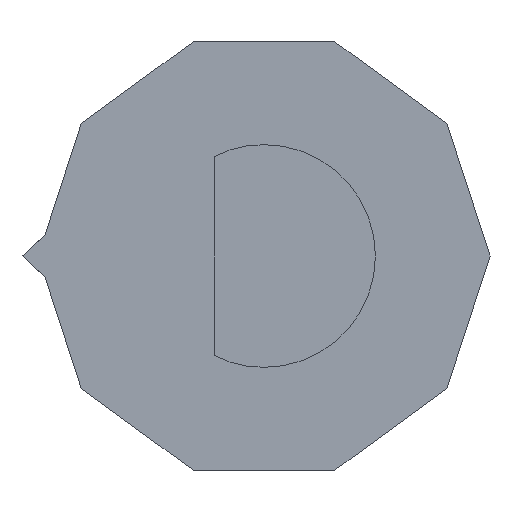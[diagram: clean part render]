
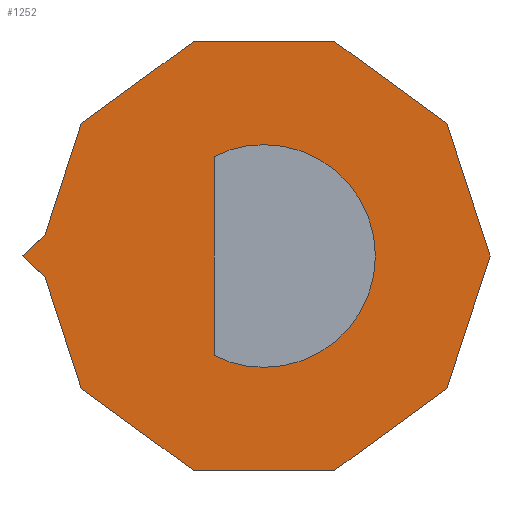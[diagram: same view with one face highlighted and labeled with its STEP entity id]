
A CAD part, front view. The second image highlights one B-rep face of the part: STEP entity #1252.
In plain terms, the highlighted planar face has unit normal (0, -1, 0).
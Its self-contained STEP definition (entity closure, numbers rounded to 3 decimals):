
#4 = CARTESIAN_POINT ( 'NONE',  ( -7., 0., 0. ) ) ;
#14 = CARTESIAN_POINT ( 'NONE',  ( -5.663, 0., 4.114 ) ) ;
#16 = DIRECTION ( 'NONE',  ( 1., 0., 0. ) ) ;
#20 = DIRECTION ( 'NONE',  ( 0.309, 0., -0.951 ) ) ;
#27 = CARTESIAN_POINT ( 'NONE',  ( 5.663, 0., 4.114 ) ) ;
#39 = ORIENTED_EDGE ( 'NONE', *, *, #118, .F. ) ;
#50 = CARTESIAN_POINT ( 'NONE',  ( 0., 0., -3.45 ) ) ;
#59 = LINE ( 'NONE', #468, #1070 ) ;
#60 = EDGE_CURVE ( 'NONE', #489, #280, #727, .T. ) ;
#73 = EDGE_CURVE ( 'NONE', #493, #340, #1202, .T. ) ;
#87 = VECTOR ( 'NONE', #431, 1000. ) ;
#88 = DIRECTION ( 'NONE',  ( 0.809, 0., -0.588 ) ) ;
#94 = DIRECTION ( 'NONE',  ( 0., -1., 0. ) ) ;
#96 = DIRECTION ( 'NONE',  ( -0.743, 0., 0.669 ) ) ;
#98 = EDGE_CURVE ( 'NONE', #883, #493, #316, .T. ) ;
#105 = EDGE_LOOP ( 'NONE', ( #356, #1277, #39, #268 ) ) ;
#111 = CIRCLE ( 'NONE', #260, 3.45 ) ;
#114 = LINE ( 'NONE', #303, #716 ) ;
#117 = DIRECTION ( 'NONE',  ( 0., 0., -1. ) ) ;
#118 = EDGE_CURVE ( 'NONE', #699, #935, #977, .T. ) ;
#143 = VERTEX_POINT ( 'NONE', #719 ) ;
#144 = VECTOR ( 'NONE', #96, 1000. ) ;
#160 = DIRECTION ( 'NONE',  ( 0., 1., 0. ) ) ;
#182 = CARTESIAN_POINT ( 'NONE',  ( -1.55, 0., -3.082 ) ) ;
#202 = CARTESIAN_POINT ( 'NONE',  ( 0., 0., 0. ) ) ;
#203 = VECTOR ( 'NONE', #88, 1000. ) ;
#205 = LINE ( 'NONE', #4, #429 ) ;
#206 = VECTOR ( 'NONE', #335, 1000. ) ;
#211 = DIRECTION ( 'NONE',  ( 0.309, 0., 0.951 ) ) ;
#224 = AXIS2_PLACEMENT_3D ( 'NONE', #1011, #94, #117 ) ;
#235 = CARTESIAN_POINT ( 'NONE',  ( -2.163, 0., -6.657 ) ) ;
#236 = CARTESIAN_POINT ( 'NONE',  ( 5.663, 0., 4.114 ) ) ;
#239 = ORIENTED_EDGE ( 'NONE', *, *, #98, .F. ) ;
#244 = CARTESIAN_POINT ( 'NONE',  ( 7., 0., 0. ) ) ;
#260 = AXIS2_PLACEMENT_3D ( 'NONE', #547, #641, #932 ) ;
#268 = ORIENTED_EDGE ( 'NONE', *, *, #337, .F. ) ;
#275 = CARTESIAN_POINT ( 'NONE',  ( 0., 0., 3.45 ) ) ;
#276 = CIRCLE ( 'NONE', #470, 3.45 ) ;
#277 = ORIENTED_EDGE ( 'NONE', *, *, #875, .F. ) ;
#280 = VERTEX_POINT ( 'NONE', #235 ) ;
#293 = VERTEX_POINT ( 'NONE', #1148 ) ;
#297 = LINE ( 'NONE', #1008, #1079 ) ;
#303 = CARTESIAN_POINT ( 'NONE',  ( 7., 0., 0. ) ) ;
#316 = LINE ( 'NONE', #1112, #379 ) ;
#335 = DIRECTION ( 'NONE',  ( -0.809, 0., -0.588 ) ) ;
#337 = EDGE_CURVE ( 'NONE', #445, #699, #111, .T. ) ;
#340 = VERTEX_POINT ( 'NONE', #27 ) ;
#347 = LINE ( 'NONE', #1140, #87 ) ;
#352 = VERTEX_POINT ( 'NONE', #1245 ) ;
#356 = ORIENTED_EDGE ( 'NONE', *, *, #1310, .F. ) ;
#361 = EDGE_CURVE ( 'NONE', #935, #1290, #347, .T. ) ;
#379 = VECTOR ( 'NONE', #16, 1000. ) ;
#380 = VECTOR ( 'NONE', #20, 1000. ) ;
#392 = ORIENTED_EDGE ( 'NONE', *, *, #762, .F. ) ;
#398 = EDGE_CURVE ( 'NONE', #1097, #883, #59, .T. ) ;
#419 = VECTOR ( 'NONE', #1305, 1000. ) ;
#429 = VECTOR ( 'NONE', #211, 1000. ) ;
#431 = DIRECTION ( 'NONE',  ( 0., 0., -1. ) ) ;
#432 = LINE ( 'NONE', #1236, #206 ) ;
#437 = VERTEX_POINT ( 'NONE', #881 ) ;
#439 = CARTESIAN_POINT ( 'NONE',  ( -1.55, 0., 3.082 ) ) ;
#444 = EDGE_LOOP ( 'NONE', ( #392, #859, #735, #277, #1250, #621, #1315, #1184, #1139, #891, #239, #723 ) ) ;
#445 = VERTEX_POINT ( 'NONE', #50 ) ;
#468 = CARTESIAN_POINT ( 'NONE',  ( -5.663, 0., 4.114 ) ) ;
#470 = AXIS2_PLACEMENT_3D ( 'NONE', #202, #1203, #1301 ) ;
#478 = FACE_OUTER_BOUND ( 'NONE', #444, .T. ) ;
#489 = VERTEX_POINT ( 'NONE', #1194 ) ;
#493 = VERTEX_POINT ( 'NONE', #897 ) ;
#497 = CARTESIAN_POINT ( 'NONE',  ( 2.163, 0., 6.657 ) ) ;
#513 = DIRECTION ( 'NONE',  ( -0.309, 0., -0.951 ) ) ;
#520 = CARTESIAN_POINT ( 'NONE',  ( -5.663, 0., -4.114 ) ) ;
#547 = CARTESIAN_POINT ( 'NONE',  ( 0., 0., 0. ) ) ;
#605 = EDGE_CURVE ( 'NONE', #280, #771, #790, .T. ) ;
#621 = ORIENTED_EDGE ( 'NONE', *, *, #60, .F. ) ;
#641 = DIRECTION ( 'NONE',  ( 0., -1., 0. ) ) ;
#642 = LINE ( 'NONE', #236, #380 ) ;
#699 = VERTEX_POINT ( 'NONE', #275 ) ;
#704 = AXIS2_PLACEMENT_3D ( 'NONE', #1268, #160, #1287 ) ;
#713 = CARTESIAN_POINT ( 'NONE',  ( -7.5, 0., 0. ) ) ;
#716 = VECTOR ( 'NONE', #513, 1000. ) ;
#719 = CARTESIAN_POINT ( 'NONE',  ( 5.663, 0., -4.114 ) ) ;
#723 = ORIENTED_EDGE ( 'NONE', *, *, #398, .F. ) ;
#727 = LINE ( 'NONE', #998, #419 ) ;
#735 = ORIENTED_EDGE ( 'NONE', *, *, #843, .F. ) ;
#762 = EDGE_CURVE ( 'NONE', #437, #1097, #205, .T. ) ;
#771 = VERTEX_POINT ( 'NONE', #520 ) ;
#790 = LINE ( 'NONE', #1093, #1267 ) ;
#792 = CARTESIAN_POINT ( 'NONE',  ( -5.38, 0., 1.909 ) ) ;
#810 = DIRECTION ( 'NONE',  ( -0.309, 0., 0.951 ) ) ;
#828 = EDGE_CURVE ( 'NONE', #989, #143, #114, .T. ) ;
#843 = EDGE_CURVE ( 'NONE', #293, #352, #914, .T. ) ;
#859 = ORIENTED_EDGE ( 'NONE', *, *, #1200, .F. ) ;
#875 = EDGE_CURVE ( 'NONE', #771, #293, #297, .T. ) ;
#881 = CARTESIAN_POINT ( 'NONE',  ( -6.793, 0., 0.636 ) ) ;
#883 = VERTEX_POINT ( 'NONE', #1307 ) ;
#886 = EDGE_CURVE ( 'NONE', #340, #989, #642, .T. ) ;
#891 = ORIENTED_EDGE ( 'NONE', *, *, #73, .F. ) ;
#897 = CARTESIAN_POINT ( 'NONE',  ( 2.163, 0., 6.657 ) ) ;
#914 = LINE ( 'NONE', #713, #144 ) ;
#932 = DIRECTION ( 'NONE',  ( 0., 0., -1. ) ) ;
#935 = VERTEX_POINT ( 'NONE', #439 ) ;
#937 = EDGE_CURVE ( 'NONE', #143, #489, #432, .T. ) ;
#973 = LINE ( 'NONE', #792, #1210 ) ;
#977 = CIRCLE ( 'NONE', #224, 3.45 ) ;
#987 = FACE_BOUND ( 'NONE', #105, .T. ) ;
#989 = VERTEX_POINT ( 'NONE', #244 ) ;
#998 = CARTESIAN_POINT ( 'NONE',  ( 2.163, 0., -6.657 ) ) ;
#1008 = CARTESIAN_POINT ( 'NONE',  ( -5.663, 0., -4.114 ) ) ;
#1011 = CARTESIAN_POINT ( 'NONE',  ( 0., 0., 0. ) ) ;
#1070 = VECTOR ( 'NONE', #1077, 1000. ) ;
#1077 = DIRECTION ( 'NONE',  ( 0.809, 0., 0.588 ) ) ;
#1079 = VECTOR ( 'NONE', #810, 1000. ) ;
#1093 = CARTESIAN_POINT ( 'NONE',  ( -2.163, 0., -6.657 ) ) ;
#1097 = VERTEX_POINT ( 'NONE', #14 ) ;
#1112 = CARTESIAN_POINT ( 'NONE',  ( -2.163, 0., 6.657 ) ) ;
#1139 = ORIENTED_EDGE ( 'NONE', *, *, #886, .F. ) ;
#1140 = CARTESIAN_POINT ( 'NONE',  ( -1.55, 0., 0. ) ) ;
#1148 = CARTESIAN_POINT ( 'NONE',  ( -6.793, 0., -0.636 ) ) ;
#1178 = DIRECTION ( 'NONE',  ( -0.809, 0., 0.588 ) ) ;
#1181 = PLANE ( 'NONE',  #704 ) ;
#1184 = ORIENTED_EDGE ( 'NONE', *, *, #828, .F. ) ;
#1193 = DIRECTION ( 'NONE',  ( 0.743, 0., 0.669 ) ) ;
#1194 = CARTESIAN_POINT ( 'NONE',  ( 2.163, 0., -6.657 ) ) ;
#1200 = EDGE_CURVE ( 'NONE', #352, #437, #973, .T. ) ;
#1202 = LINE ( 'NONE', #497, #203 ) ;
#1203 = DIRECTION ( 'NONE',  ( 0., -1., 0. ) ) ;
#1210 = VECTOR ( 'NONE', #1193, 1000. ) ;
#1236 = CARTESIAN_POINT ( 'NONE',  ( 5.663, 0., -4.114 ) ) ;
#1245 = CARTESIAN_POINT ( 'NONE',  ( -7.5, 0., 0. ) ) ;
#1250 = ORIENTED_EDGE ( 'NONE', *, *, #605, .F. ) ;
#1252 = ADVANCED_FACE ( 'NONE', ( #987, #478 ), #1181, .F. ) ;
#1267 = VECTOR ( 'NONE', #1178, 1000. ) ;
#1268 = CARTESIAN_POINT ( 'NONE',  ( 0., 0., 0. ) ) ;
#1277 = ORIENTED_EDGE ( 'NONE', *, *, #361, .F. ) ;
#1287 = DIRECTION ( 'NONE',  ( 0., 0., 1. ) ) ;
#1290 = VERTEX_POINT ( 'NONE', #182 ) ;
#1301 = DIRECTION ( 'NONE',  ( 0., 0., -1. ) ) ;
#1305 = DIRECTION ( 'NONE',  ( -1., 0., 0. ) ) ;
#1307 = CARTESIAN_POINT ( 'NONE',  ( -2.163, 0., 6.657 ) ) ;
#1310 = EDGE_CURVE ( 'NONE', #1290, #445, #276, .T. ) ;
#1315 = ORIENTED_EDGE ( 'NONE', *, *, #937, .F. ) ;
